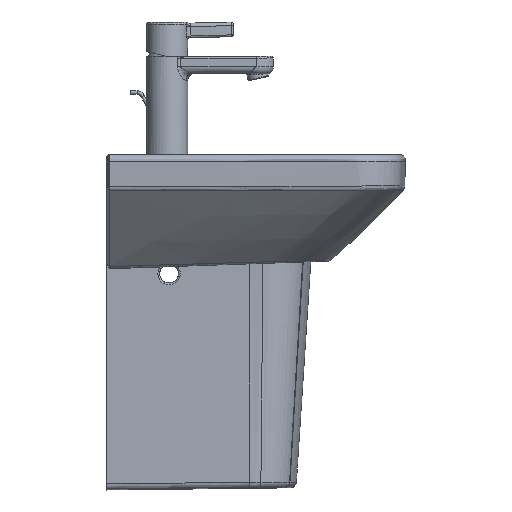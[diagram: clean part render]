
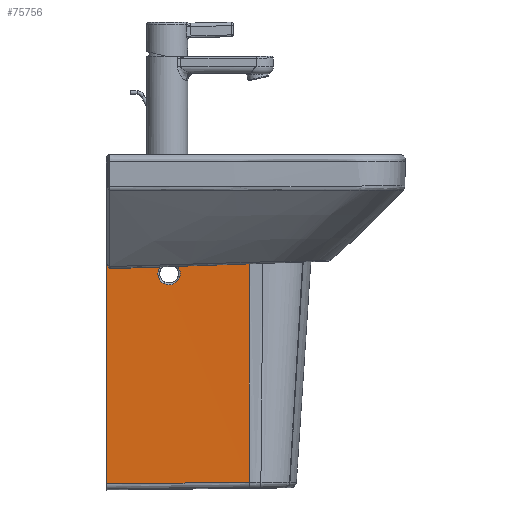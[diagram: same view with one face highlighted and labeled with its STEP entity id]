
A CAD part, front view. The second image highlights one B-rep face of the part: STEP entity #75756.
In plain terms, the highlighted free-form (B-spline) face has degree [5, 1] with [6, 2] control points.
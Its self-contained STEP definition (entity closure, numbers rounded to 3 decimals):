
#75061=CARTESIAN_POINT('',(-82.168,-160.129,-2.053));
#75062=VERTEX_POINT('',#75061);
#75111=CARTESIAN_POINT('',(-83.959,0.,-2.052));
#75112=VERTEX_POINT('',#75111);
#75135=CARTESIAN_POINT('',(-83.959,0.,-2.052));
#75136=CARTESIAN_POINT('',(-83.362,-53.376,-2.052));
#75137=CARTESIAN_POINT('',(-82.765,-106.752,-2.053));
#75138=CARTESIAN_POINT('',(-82.168,-160.129,-2.053));
#75139=B_SPLINE_CURVE_WITH_KNOTS('',3,(#75135,#75136,#75137,#75138),.UNSPECIFIED.,.F.,.U.,(4,4),(-16.014,0.),.UNSPECIFIED.);
#75140=EDGE_CURVE('',#75112,#75062,#75139,.T.);
#75595=CARTESIAN_POINT('',(-82.3,-82.522,-30.114));
#75596=VERTEX_POINT('',#75595);
#75604=CARTESIAN_POINT('',(-82.3,-82.522,-30.118));
#75605=CARTESIAN_POINT('',(-82.348,-82.531,-28.253));
#75606=CARTESIAN_POINT('',(-82.456,-81.703,-24.512));
#75607=CARTESIAN_POINT('',(-82.614,-78.144,-19.994));
#75608=CARTESIAN_POINT('',(-82.739,-72.962,-17.464));
#75609=CARTESIAN_POINT('',(-82.812,-66.566,-17.425));
#75610=CARTESIAN_POINT('',(-82.793,-61.47,-20.335));
#75611=CARTESIAN_POINT('',(-82.697,-57.891,-25.549));
#75612=CARTESIAN_POINT('',(-82.572,-57.099,-30.666));
#75613=CARTESIAN_POINT('',(-82.411,-58.74,-36.091));
#75614=CARTESIAN_POINT('',(-82.27,-61.901,-40.109));
#75615=CARTESIAN_POINT('',(-82.146,-67.075,-42.639));
#75616=CARTESIAN_POINT('',(-82.08,-72.843,-42.666));
#75617=CARTESIAN_POINT('',(-82.086,-78.03,-40.201));
#75618=CARTESIAN_POINT('',(-82.163,-81.65,-35.701));
#75619=CARTESIAN_POINT('',(-82.251,-82.513,-31.983));
#75620=CARTESIAN_POINT('',(-82.3,-82.522,-30.118));
#75621=B_SPLINE_CURVE_WITH_KNOTS('',3,(#75604,#75605,#75606,#75607,#75608,#75609,#75610,#75611,#75612,#75613,#75614,#75615,#75616,#75617,#75618,#75619,#75620),.UNSPECIFIED.,.T.,.U.,(4,1,1,1,1,1,1,1,1,1,1,1,1,1,4),(-3.909,-3.35,-2.792,-2.234,-1.676,-0.931,-0.559,0.185,0.557,1.115,1.674,2.232,2.79,3.348,3.906),.UNSPECIFIED.);
#75622=EDGE_CURVE('',#75596,#75596,#75621,.T.);
#75713=CARTESIAN_POINT('',(-75.195,-160.045,-265.61));
#75714=CARTESIAN_POINT('',(-75.578,-128.02,-265.61));
#75715=CARTESIAN_POINT('',(-75.96,-95.994,-265.61));
#75716=CARTESIAN_POINT('',(-76.342,-63.969,-265.61));
#75717=CARTESIAN_POINT('',(-76.725,-31.943,-265.61));
#75718=CARTESIAN_POINT('',(-77.107,0.082,-265.61));
#75719=CARTESIAN_POINT('',(-82.168,-160.129,-2.052));
#75720=CARTESIAN_POINT('',(-82.526,-128.103,-2.052));
#75721=CARTESIAN_POINT('',(-82.884,-96.077,-2.052));
#75722=CARTESIAN_POINT('',(-83.243,-64.051,-2.052));
#75723=CARTESIAN_POINT('',(-83.601,-32.026,-2.052));
#75724=CARTESIAN_POINT('',(-83.959,0.,-2.052));
#75725=B_SPLINE_SURFACE_WITH_KNOTS('',5,1,((#75713,#75719),(#75714,#75720),(#75715,#75721),(#75716,#75722),(#75717,#75723),(#75718,#75724)),.UNSPECIFIED.,.F.,.F.,.U.,(6,6),(2,2),(0.0,160.139),(7.392,271.041),.UNSPECIFIED.);
#75726=ORIENTED_EDGE('',*,*,#75140,.F.);
#75727=CARTESIAN_POINT('',(-77.106,0.,-265.61));
#75728=VERTEX_POINT('',#75727);
#75729=CARTESIAN_POINT('',(-77.106,0.0,-265.61));
#75730=CARTESIAN_POINT('',(-79.39,0.0,-177.758));
#75731=CARTESIAN_POINT('',(-81.675,0.0,-89.905));
#75732=CARTESIAN_POINT('',(-83.959,0.0,-2.052));
#75733=B_SPLINE_CURVE_WITH_KNOTS('',3,(#75729,#75730,#75731,#75732),.UNSPECIFIED.,.F.,.U.,(4,4),(-132.851,130.798),.UNSPECIFIED.);
#75734=EDGE_CURVE('',#75728,#75112,#75733,.T.);
#75735=ORIENTED_EDGE('',*,*,#75734,.F.);
#75736=CARTESIAN_POINT('',(-75.245,-160.046,-263.745));
#75737=VERTEX_POINT('',#75736);
#75738=CARTESIAN_POINT('',(-75.245,-160.046,-263.745));
#75739=CARTESIAN_POINT('',(-75.865,-106.697,-264.367));
#75740=CARTESIAN_POINT('',(-76.485,-53.349,-264.988));
#75741=CARTESIAN_POINT('',(-77.106,0.,-265.61));
#75742=B_SPLINE_CURVE_WITH_KNOTS('',3,(#75738,#75739,#75740,#75741),.UNSPECIFIED.,.F.,.U.,(4,4),(-80.034,80.034),.UNSPECIFIED.);
#75743=EDGE_CURVE('',#75728,#75737,#75742,.F.);
#75744=ORIENTED_EDGE('',*,*,#75743,.T.);
#75745=CARTESIAN_POINT('',(-75.245,-160.046,-263.745));
#75746=DIRECTION('',(-0.026,0.,1.));
#75747=VECTOR('',#75746,261.783);
#75748=LINE('',#75745,#75747);
#75749=EDGE_CURVE('',#75737,#75062,#75748,.T.);
#75750=ORIENTED_EDGE('',*,*,#75749,.T.);
#75751=EDGE_LOOP('',(#75726,#75735,#75744,#75750));
#75752=FACE_OUTER_BOUND('',#75751,.T.);
#75753=ORIENTED_EDGE('',*,*,#75622,.F.);
#75754=EDGE_LOOP('',(#75753));
#75755=FACE_BOUND('',#75754,.T.);
#75756=ADVANCED_FACE('',(#75752,#75755),#75725,.F.);
